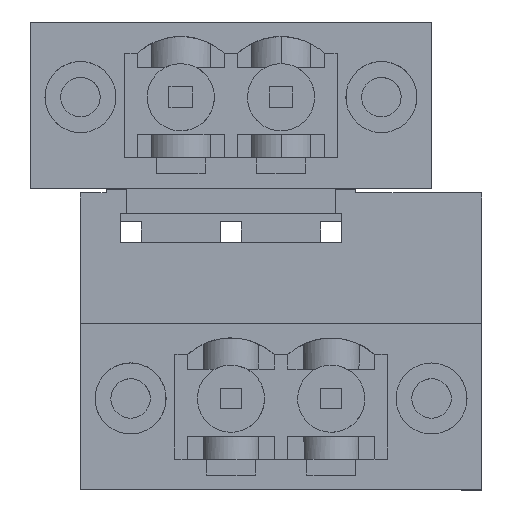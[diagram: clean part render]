
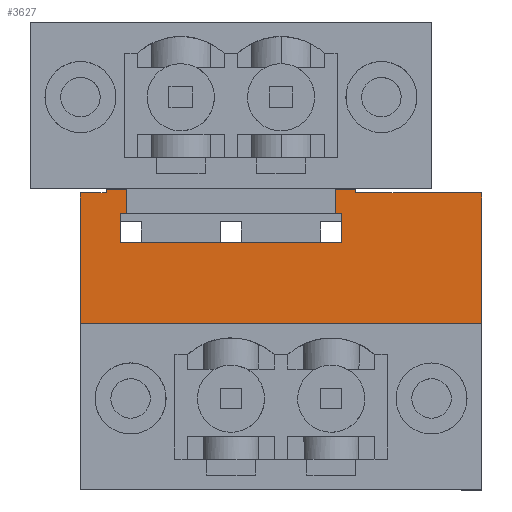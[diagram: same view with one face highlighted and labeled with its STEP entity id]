
A CAD part, top view. The second image highlights one B-rep face of the part: STEP entity #3627.
In plain terms, the highlighted planar face has unit normal (0, 0, 1).
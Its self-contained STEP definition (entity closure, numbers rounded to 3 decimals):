
#3520=AXIS2_PLACEMENT_3D('Plane Axis2P3D',#3517,#3518,#3519) ;
#2083=CARTESIAN_POINT('Vertex',(3.84,15.24,12.7)) ;
#2086=CARTESIAN_POINT('Line Origine',(4.349,15.24,12.7)) ;
#2090=CARTESIAN_POINT('Vertex',(4.858,15.24,12.7)) ;
#2111=CARTESIAN_POINT('Vertex',(15.462,15.24,12.7)) ;
#2114=CARTESIAN_POINT('Line Origine',(15.971,15.24,12.7)) ;
#2118=CARTESIAN_POINT('Vertex',(16.48,15.24,12.7)) ;
#3192=CARTESIAN_POINT('Vertex',(3.84,15.04,12.7)) ;
#3195=CARTESIAN_POINT('Line Origine',(3.84,15.14,12.7)) ;
#3517=CARTESIAN_POINT('Axis2P3D Location',(-2.54,15.04,12.7)) ;
#3522=CARTESIAN_POINT('Line Origine',(10.16,12.54,12.7)) ;
#3526=CARTESIAN_POINT('Vertex',(4.545,12.54,12.7)) ;
#3528=CARTESIAN_POINT('Vertex',(15.775,12.54,12.7)) ;
#3531=CARTESIAN_POINT('Line Origine',(4.545,13.265,12.7)) ;
#3535=CARTESIAN_POINT('Vertex',(4.545,13.99,12.7)) ;
#3538=CARTESIAN_POINT('Line Origine',(4.702,13.99,12.7)) ;
#3542=CARTESIAN_POINT('Vertex',(4.858,13.99,12.7)) ;
#3545=CARTESIAN_POINT('Line Origine',(4.858,14.615,12.7)) ;
#3550=CARTESIAN_POINT('Line Origine',(3.19,15.04,12.7)) ;
#3554=CARTESIAN_POINT('Vertex',(2.54,15.04,12.7)) ;
#3557=CARTESIAN_POINT('Line Origine',(2.54,11.735,12.7)) ;
#3561=CARTESIAN_POINT('Vertex',(2.54,8.43,12.7)) ;
#3564=CARTESIAN_POINT('Line Origine',(12.7,8.43,12.7)) ;
#3568=CARTESIAN_POINT('Vertex',(22.86,8.43,12.7)) ;
#3571=CARTESIAN_POINT('Line Origine',(22.86,11.735,12.7)) ;
#3575=CARTESIAN_POINT('Vertex',(22.86,15.04,12.7)) ;
#3578=CARTESIAN_POINT('Line Origine',(19.67,15.04,12.7)) ;
#3582=CARTESIAN_POINT('Vertex',(16.48,15.04,12.7)) ;
#3585=CARTESIAN_POINT('Line Origine',(16.48,15.14,12.7)) ;
#3590=CARTESIAN_POINT('Line Origine',(15.462,14.615,12.7)) ;
#3594=CARTESIAN_POINT('Vertex',(15.462,13.99,12.7)) ;
#3597=CARTESIAN_POINT('Line Origine',(15.618,13.99,12.7)) ;
#3601=CARTESIAN_POINT('Vertex',(15.775,13.99,12.7)) ;
#3604=CARTESIAN_POINT('Line Origine',(15.775,13.265,12.7)) ;
#2087=DIRECTION('Vector Direction',(1.,0.,0.)) ;
#2115=DIRECTION('Vector Direction',(1.,0.,0.)) ;
#3196=DIRECTION('Vector Direction',(0.,-1.,0.)) ;
#3518=DIRECTION('Axis2P3D Direction',(0.,0.,1.)) ;
#3519=DIRECTION('Axis2P3D XDirection',(0.,-1.,0.)) ;
#3523=DIRECTION('Vector Direction',(-1.,0.,0.)) ;
#3532=DIRECTION('Vector Direction',(0.,1.,0.)) ;
#3539=DIRECTION('Vector Direction',(-1.,0.,0.)) ;
#3546=DIRECTION('Vector Direction',(0.,1.,0.)) ;
#3551=DIRECTION('Vector Direction',(-1.,0.,0.)) ;
#3558=DIRECTION('Vector Direction',(0.,-1.,0.)) ;
#3565=DIRECTION('Vector Direction',(1.,0.,0.)) ;
#3572=DIRECTION('Vector Direction',(0.,-1.,0.)) ;
#3579=DIRECTION('Vector Direction',(1.,0.,0.)) ;
#3586=DIRECTION('Vector Direction',(0.,-1.,0.)) ;
#3591=DIRECTION('Vector Direction',(0.,1.,0.)) ;
#3598=DIRECTION('Vector Direction',(-1.,0.,0.)) ;
#3605=DIRECTION('Vector Direction',(0.,1.,0.)) ;
#2088=VECTOR('Line Direction',#2087,1.) ;
#2116=VECTOR('Line Direction',#2115,1.) ;
#3197=VECTOR('Line Direction',#3196,1.) ;
#3524=VECTOR('Line Direction',#3523,1.) ;
#3533=VECTOR('Line Direction',#3532,1.) ;
#3540=VECTOR('Line Direction',#3539,1.) ;
#3547=VECTOR('Line Direction',#3546,1.) ;
#3552=VECTOR('Line Direction',#3551,1.) ;
#3559=VECTOR('Line Direction',#3558,1.) ;
#3566=VECTOR('Line Direction',#3565,1.) ;
#3573=VECTOR('Line Direction',#3572,1.) ;
#3580=VECTOR('Line Direction',#3579,1.) ;
#3587=VECTOR('Line Direction',#3586,1.) ;
#3592=VECTOR('Line Direction',#3591,1.) ;
#3599=VECTOR('Line Direction',#3598,1.) ;
#3606=VECTOR('Line Direction',#3605,1.) ;
#3610=ORIENTED_EDGE('',*,*,#3530,.F.) ;
#3611=ORIENTED_EDGE('',*,*,#3537,.F.) ;
#3612=ORIENTED_EDGE('',*,*,#3544,.T.) ;
#3613=ORIENTED_EDGE('',*,*,#3549,.T.) ;
#3614=ORIENTED_EDGE('',*,*,#2092,.F.) ;
#3615=ORIENTED_EDGE('',*,*,#3199,.T.) ;
#3616=ORIENTED_EDGE('',*,*,#3556,.T.) ;
#3617=ORIENTED_EDGE('',*,*,#3563,.F.) ;
#3618=ORIENTED_EDGE('',*,*,#3570,.T.) ;
#3619=ORIENTED_EDGE('',*,*,#3577,.F.) ;
#3620=ORIENTED_EDGE('',*,*,#3584,.F.) ;
#3621=ORIENTED_EDGE('',*,*,#3589,.F.) ;
#3622=ORIENTED_EDGE('',*,*,#2120,.F.) ;
#3623=ORIENTED_EDGE('',*,*,#3596,.T.) ;
#3624=ORIENTED_EDGE('',*,*,#3603,.T.) ;
#3625=ORIENTED_EDGE('',*,*,#3608,.F.) ;
#3627=ADVANCED_FACE('HOUSING',(#3626),#3521,.T.) ;
#2092=EDGE_CURVE('',#2084,#2091,#2089,.T.) ;
#2120=EDGE_CURVE('',#2112,#2119,#2117,.T.) ;
#3199=EDGE_CURVE('',#2084,#3193,#3198,.T.) ;
#3530=EDGE_CURVE('',#3527,#3529,#3525,.F.) ;
#3537=EDGE_CURVE('',#3536,#3527,#3534,.F.) ;
#3544=EDGE_CURVE('',#3536,#3543,#3541,.F.) ;
#3549=EDGE_CURVE('',#3543,#2091,#3548,.T.) ;
#3556=EDGE_CURVE('',#3193,#3555,#3553,.T.) ;
#3563=EDGE_CURVE('',#3562,#3555,#3560,.F.) ;
#3570=EDGE_CURVE('',#3562,#3569,#3567,.T.) ;
#3577=EDGE_CURVE('',#3576,#3569,#3574,.T.) ;
#3584=EDGE_CURVE('',#3583,#3576,#3581,.T.) ;
#3589=EDGE_CURVE('',#2119,#3583,#3588,.T.) ;
#3596=EDGE_CURVE('',#2112,#3595,#3593,.F.) ;
#3603=EDGE_CURVE('',#3595,#3602,#3600,.F.) ;
#3608=EDGE_CURVE('',#3529,#3602,#3607,.T.) ;
#3609=EDGE_LOOP('',(#3610,#3611,#3612,#3613,#3614,#3615,#3616,#3617,#3618,#3619,#3620,#3621,#3622,#3623,#3624,#3625)) ;
#3626=FACE_OUTER_BOUND('',#3609,.T.) ;
#2089=LINE('Line',#2086,#2088) ;
#2117=LINE('Line',#2114,#2116) ;
#3198=LINE('Line',#3195,#3197) ;
#3525=LINE('Line',#3522,#3524) ;
#3534=LINE('Line',#3531,#3533) ;
#3541=LINE('Line',#3538,#3540) ;
#3548=LINE('Line',#3545,#3547) ;
#3553=LINE('Line',#3550,#3552) ;
#3560=LINE('Line',#3557,#3559) ;
#3567=LINE('Line',#3564,#3566) ;
#3574=LINE('Line',#3571,#3573) ;
#3581=LINE('Line',#3578,#3580) ;
#3588=LINE('Line',#3585,#3587) ;
#3593=LINE('Line',#3590,#3592) ;
#3600=LINE('Line',#3597,#3599) ;
#3607=LINE('Line',#3604,#3606) ;
#3521=PLANE('',#3520) ;
#2084=VERTEX_POINT('',#2083) ;
#2091=VERTEX_POINT('',#2090) ;
#2112=VERTEX_POINT('',#2111) ;
#2119=VERTEX_POINT('',#2118) ;
#3193=VERTEX_POINT('',#3192) ;
#3527=VERTEX_POINT('',#3526) ;
#3529=VERTEX_POINT('',#3528) ;
#3536=VERTEX_POINT('',#3535) ;
#3543=VERTEX_POINT('',#3542) ;
#3555=VERTEX_POINT('',#3554) ;
#3562=VERTEX_POINT('',#3561) ;
#3569=VERTEX_POINT('',#3568) ;
#3576=VERTEX_POINT('',#3575) ;
#3583=VERTEX_POINT('',#3582) ;
#3595=VERTEX_POINT('',#3594) ;
#3602=VERTEX_POINT('',#3601) ;
